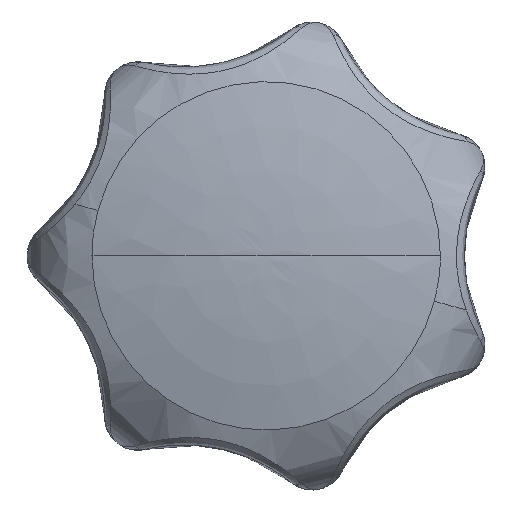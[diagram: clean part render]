
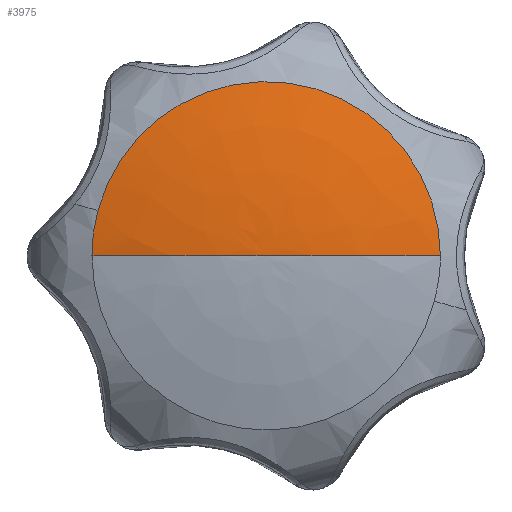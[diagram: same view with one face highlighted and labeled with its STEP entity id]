
A CAD part, top view. The second image highlights one B-rep face of the part: STEP entity #3975.
In plain terms, the highlighted free-form (B-spline) face has degree [2, 2] with [3, 5] control points.
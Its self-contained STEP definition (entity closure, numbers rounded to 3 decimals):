
#2508=CARTESIAN_POINT('',(-17.581,4.75,29.863));
#2509=VERTEX_POINT('',#2508);
#2523=CARTESIAN_POINT('',(18.211,0.0,29.863));
#2524=VERTEX_POINT('',#2523);
#2525=CARTESIAN_POINT('',(18.211,0.0,29.863));
#2526=CARTESIAN_POINT('',(18.211,1.297,29.863));
#2527=CARTESIAN_POINT('',(17.962,3.617,29.863));
#2528=CARTESIAN_POINT('',(16.947,6.922,29.863));
#2529=CARTESIAN_POINT('',(15.71,9.33,29.863));
#2530=CARTESIAN_POINT('',(14.256,11.398,29.863));
#2531=CARTESIAN_POINT('',(12.572,13.287,29.863));
#2532=CARTESIAN_POINT('',(10.441,15.011,29.863));
#2533=CARTESIAN_POINT('',(8.43,16.177,29.863));
#2534=CARTESIAN_POINT('',(6.658,16.983,29.863));
#2535=CARTESIAN_POINT('',(4.75,17.634,29.863));
#2536=CARTESIAN_POINT('',(2.303,18.128,29.863));
#2537=CARTESIAN_POINT('',(-0.533,18.287,29.863));
#2538=CARTESIAN_POINT('',(-3.291,17.983,29.863));
#2539=CARTESIAN_POINT('',(-5.569,17.374,29.863));
#2540=CARTESIAN_POINT('',(-7.451,16.653,29.863));
#2541=CARTESIAN_POINT('',(-9.372,15.679,29.863));
#2542=CARTESIAN_POINT('',(-11.145,14.455,29.863));
#2543=CARTESIAN_POINT('',(-12.84,12.969,29.863));
#2544=CARTESIAN_POINT('',(-14.222,11.452,29.863));
#2545=CARTESIAN_POINT('',(-15.676,9.383,29.863));
#2546=CARTESIAN_POINT('',(-16.802,7.191,29.863));
#2547=CARTESIAN_POINT('',(-17.376,5.508,29.863));
#2548=CARTESIAN_POINT('',(-17.581,4.75,29.863));
#2549=B_SPLINE_CURVE_WITH_KNOTS('',3,(#2525,#2526,#2527,#2528,#2529,#2530,#2531,#2532,#2533,#2534,#2535,#2536,#2537,#2538,#2539,#2540,#2541,#2542,#2543,#2544,#2545,#2546,#2547,#2548),.UNSPECIFIED.,.F.,.U.,(4,1,1,1,1,1,1,1,1,1,1,1,1,1,1,1,1,1,1,1,1,4),(0.,3.89,6.96,10.338,11.976,14.535,17.912,20.164,21.495,23.747,26.203,28.967,32.242,34.494,36.029,38.281,40.943,42.478,45.037,47.084,50.052,52.406),.UNSPECIFIED.);
#2550=EDGE_CURVE('',#2524,#2509,#2549,.T.);
#3872=CARTESIAN_POINT('',(0.0,0.0,31.992));
#3873=VERTEX_POINT('',#3872);
#3874=CARTESIAN_POINT('',(18.211,0.0,29.863));
#3875=CARTESIAN_POINT('',(9.247,0.0,32.135));
#3876=CARTESIAN_POINT('',(0.,0.0,31.992));
#3884=(BOUNDED_CURVE()B_SPLINE_CURVE(2,(#3874,#3875,#3876),.UNSPECIFIED.,.F.,.U.)B_SPLINE_CURVE_WITH_KNOTS((3,3),(0.915,1.0),.UNSPECIFIED.)CURVE()GEOMETRIC_REPRESENTATION_ITEM()RATIONAL_B_SPLINE_CURVE((0.948,0.965,1.0))REPRESENTATION_ITEM(''));
#3885=EDGE_CURVE('',#2524,#3873,#3884,.T.);
#3887=CARTESIAN_POINT('',(-18.211,0.0,29.863));
#3888=VERTEX_POINT('',#3887);
#3889=CARTESIAN_POINT('',(-18.211,0.0,29.863));
#3890=CARTESIAN_POINT('',(-9.247,0.0,32.135));
#3891=CARTESIAN_POINT('',(0.,0.0,31.992));
#3899=(BOUNDED_CURVE()B_SPLINE_CURVE(2,(#3889,#3890,#3891),.UNSPECIFIED.,.F.,.U.)B_SPLINE_CURVE_WITH_KNOTS((3,3),(0.915,1.0),.UNSPECIFIED.)CURVE()GEOMETRIC_REPRESENTATION_ITEM()RATIONAL_B_SPLINE_CURVE((0.948,0.965,1.0))REPRESENTATION_ITEM(''));
#3900=EDGE_CURVE('',#3888,#3873,#3899,.T.);
#3934=CARTESIAN_POINT('',(-19.122,0.0,29.626));
#3935=CARTESIAN_POINT('',(-9.726,0.0,32.143));
#3936=CARTESIAN_POINT('',(0.0,0.0,31.992));
#3937=CARTESIAN_POINT('',(-19.122,19.122,29.626));
#3938=CARTESIAN_POINT('',(-9.726,9.726,32.143));
#3939=CARTESIAN_POINT('',(0.,0.,31.992));
#3940=CARTESIAN_POINT('',(0.,19.122,29.626));
#3941=CARTESIAN_POINT('',(0.,9.726,32.143));
#3942=CARTESIAN_POINT('',(0.,0.,31.992));
#3943=CARTESIAN_POINT('',(19.122,19.122,29.626));
#3944=CARTESIAN_POINT('',(9.726,9.726,32.143));
#3945=CARTESIAN_POINT('',(0.,0.0,31.992));
#3946=CARTESIAN_POINT('',(19.122,0.0,29.626));
#3947=CARTESIAN_POINT('',(9.726,0.0,32.143));
#3948=CARTESIAN_POINT('',(0.,0.0,31.992));
#3956=(BOUNDED_SURFACE()B_SPLINE_SURFACE(2,2,((#3934,#3937,#3940,#3943,#3946),(#3935,#3938,#3941,#3944,#3947),(#3936,#3939,#3942,#3945,#3948)),.UNSPECIFIED.,.F.,.F.,.U.)B_SPLINE_SURFACE_WITH_KNOTS((3,3),(3,2,3),(0.911,1.0),(0.0,0.25,0.5),.UNSPECIFIED.)GEOMETRIC_REPRESENTATION_ITEM()RATIONAL_B_SPLINE_SURFACE(((0.947,0.669,0.947,0.669,0.947),(0.964,0.681,0.964,0.681,0.964),(1.0,0.707,1.0,0.707,1.0)))REPRESENTATION_ITEM('')SURFACE());
#3957=ORIENTED_EDGE('',*,*,#3885,.F.);
#3958=ORIENTED_EDGE('',*,*,#2550,.T.);
#3959=CARTESIAN_POINT('',(-17.581,4.75,29.863));
#3960=CARTESIAN_POINT('',(-18.211,2.417,29.863));
#3961=CARTESIAN_POINT('',(-18.211,0.0,29.863));
#3969=(BOUNDED_CURVE()B_SPLINE_CURVE(2,(#3959,#3960,#3961),.UNSPECIFIED.,.F.,.U.)B_SPLINE_CURVE_WITH_KNOTS((3,3),(0.911,1.0),.UNSPECIFIED.)CURVE()GEOMETRIC_REPRESENTATION_ITEM()RATIONAL_B_SPLINE_CURVE((0.914,0.948,1.0))REPRESENTATION_ITEM(''));
#3970=EDGE_CURVE('',#2509,#3888,#3969,.T.);
#3971=ORIENTED_EDGE('',*,*,#3970,.T.);
#3972=ORIENTED_EDGE('',*,*,#3900,.T.);
#3973=EDGE_LOOP('',(#3957,#3958,#3971,#3972));
#3974=FACE_OUTER_BOUND('',#3973,.T.);
#3975=ADVANCED_FACE('',(#3974),#3956,.T.);
